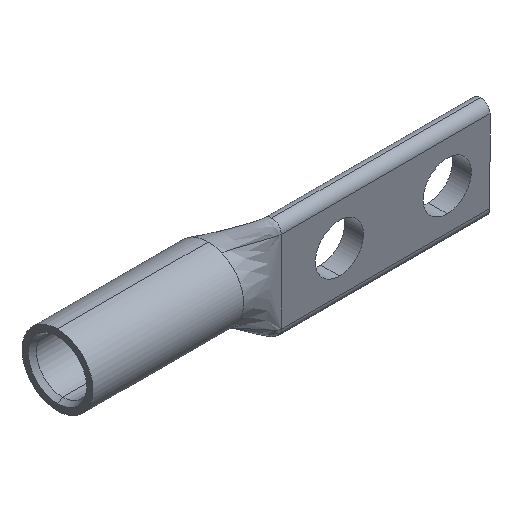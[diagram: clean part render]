
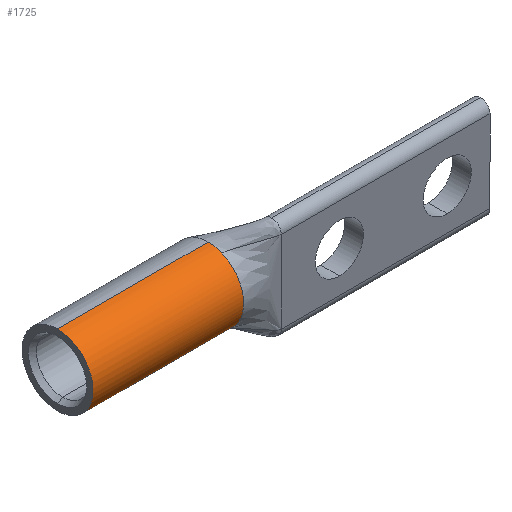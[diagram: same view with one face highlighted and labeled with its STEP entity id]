
A CAD part, isometric view. The second image highlights one B-rep face of the part: STEP entity #1725.
In plain terms, the highlighted cylindrical face has radius 5.271 mm (diameter 10.541 mm), a partial arc.
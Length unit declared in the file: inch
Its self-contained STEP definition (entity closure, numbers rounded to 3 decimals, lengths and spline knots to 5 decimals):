
#69 = ORIENTED_EDGE ( 'NONE', *, *, #2054, .F. ) ;
#78 = CARTESIAN_POINT ( 'NONE',  ( 0.88, 0.12809, 0.19171 ) ) ;
#142 = CARTESIAN_POINT ( 'NONE',  ( 0., 0.18034, -0.2075 ) ) ;
#167 = EDGE_CURVE ( 'NONE', #1209, #702, #284, .T. ) ;
#171 = VERTEX_POINT ( 'NONE', #2004 ) ;
#247 = DIRECTION ( 'NONE',  ( 0., 0., 1. ) ) ;
#261 = CARTESIAN_POINT ( 'NONE',  ( 0.88, 0.18742, 0.20685 ) ) ;
#267 = CARTESIAN_POINT ( 'NONE',  ( 0.88, 0.09161, 0.17332 ) ) ;
#277 = CARTESIAN_POINT ( 'NONE',  ( 0.88, 0.15319, -0.2021 ) ) ;
#284 = B_SPLINE_CURVE_WITH_KNOTS ( 'NONE', 3,
 ( #1992, #670, #2356, #1590, #877, #1627, #706, #2379, #2192, #518, #656, #2152, #508, #1797, #472, #2017, #142, #1261 ),
 .UNSPECIFIED., .F., .F.,
 ( 4, 2, 2, 2, 2, 2, 2, 2, 4 ),
 ( 0., 0.125, 0.25, 0.375, 0.5, 0.625, 0.75, 0.875, 1. ),
 .UNSPECIFIED. ) ;
#305 = EDGE_CURVE ( 'NONE', #944, #1209, #382, .T. ) ;
#368 = VERTEX_POINT ( 'NONE', #2126 ) ;
#382 = LINE ( 'NONE', #1308, #2218 ) ;
#385 = EDGE_CURVE ( 'NONE', #944, #171, #538, .T. ) ;
#415 = DIRECTION ( 'NONE',  ( -1., 0., 0. ) ) ;
#449 = CARTESIAN_POINT ( 'NONE',  ( 0.88, 0.00302, -0.04074 ) ) ;
#452 = ORIENTED_EDGE ( 'NONE', *, *, #305, .T. ) ;
#463 = CARTESIAN_POINT ( 'NONE',  ( 0.88, 0.06012, -0.14748 ) ) ;
#472 = CARTESIAN_POINT ( 'NONE',  ( 0., 0.103, -0.18131 ) ) ;
#508 = CARTESIAN_POINT ( 'NONE',  ( 0., 0.04157, -0.12752 ) ) ;
#518 = CARTESIAN_POINT ( 'NONE',  ( 0., 0., -0.02716 ) ) ;
#524 = VERTEX_POINT ( 'NONE', #1217 ) ;
#538 = B_SPLINE_CURVE_WITH_KNOTS ( 'NONE', 3,
 ( #2080, #1347, #261, #1148, #1014, #1759, #1893 ),
 .UNSPECIFIED., .F., .F.,
 ( 4, 1, 1, 1, 4 ),
 ( 0., 0.25, 0.5, 0.75, 1. ),
 .UNSPECIFIED. ) ;
#565 = DIRECTION ( 'NONE',  ( -1., 0., 0. ) ) ;
#584 = CARTESIAN_POINT ( 'NONE',  ( 0., 0.2075, 0.2075 ) ) ;
#586 = FACE_OUTER_BOUND ( 'NONE', #1169, .T. ) ;
#656 = CARTESIAN_POINT ( 'NONE',  ( 0., 0.0054, -0.05431 ) ) ;
#659 = CARTESIAN_POINT ( 'NONE',  ( 0.88, 0.12809, -0.19171 ) ) ;
#670 = CARTESIAN_POINT ( 'NONE',  ( 0., 0.18034, 0.2075 ) ) ;
#686 = CARTESIAN_POINT ( 'NONE',  ( 0.88, 0.02365, 0.09834 ) ) ;
#702 = VERTEX_POINT ( 'NONE', #1167 ) ;
#706 = CARTESIAN_POINT ( 'NONE',  ( 0., 0.02619, 0.1045 ) ) ;
#816 = EDGE_CURVE ( 'NONE', #524, #368, #2113, .T. ) ;
#859 = CARTESIAN_POINT ( 'NONE',  ( 0.88, 0.02365, -0.09834 ) ) ;
#877 = CARTESIAN_POINT ( 'NONE',  ( 0., 0.07998, 0.16593 ) ) ;
#887 = VECTOR ( 'NONE', #415, 39.37008 ) ;
#944 = VERTEX_POINT ( 'NONE', #2439 ) ;
#1004 = CARTESIAN_POINT ( 'NONE',  ( 0.88, 0.18034, -0.2075 ) ) ;
#1014 = CARTESIAN_POINT ( 'NONE',  ( 0.88, 0.14759, 0.19902 ) ) ;
#1031 = CARTESIAN_POINT ( 'NONE',  ( 0.88, 0.01485, 0.07973 ) ) ;
#1044 = CARTESIAN_POINT ( 'NONE',  ( 0.88, 0.09161, -0.17332 ) ) ;
#1047 = AXIS2_PLACEMENT_3D ( 'NONE', #1551, #1918, #247 ) ;
#1057 = CARTESIAN_POINT ( 'NONE',  ( 0.88, 0., 0.02037 ) ) ;
#1148 = CARTESIAN_POINT ( 'NONE',  ( 0.88, 0.16742, 0.20393 ) ) ;
#1167 = CARTESIAN_POINT ( 'NONE',  ( 0., 0.2075, -0.2075 ) ) ;
#1169 = EDGE_LOOP ( 'NONE', ( #69, #1815, #1623, #1600, #452, #2287 ) ) ;
#1206 = CARTESIAN_POINT ( 'NONE',  ( 0.88, 0.04629, 0.13222 ) ) ;
#1209 = VERTEX_POINT ( 'NONE', #584 ) ;
#1217 = CARTESIAN_POINT ( 'NONE',  ( 0.88, 0.2075, -0.2075 ) ) ;
#1261 = CARTESIAN_POINT ( 'NONE',  ( 0., 0.2075, -0.2075 ) ) ;
#1308 = CARTESIAN_POINT ( 'NONE',  ( -0.54573, 0.2075, 0.2075 ) ) ;
#1347 = CARTESIAN_POINT ( 'NONE',  ( 0.88, 0.20081, 0.2075 ) ) ;
#1551 = CARTESIAN_POINT ( 'NONE',  ( -0.54573, 0.2075, 0. ) ) ;
#1570 = CARTESIAN_POINT ( 'NONE',  ( 0.88, 0.01485, -0.07973 ) ) ;
#1590 = CARTESIAN_POINT ( 'NONE',  ( 0., 0.103, 0.18131 ) ) ;
#1600 = ORIENTED_EDGE ( 'NONE', *, *, #385, .F. ) ;
#1623 = ORIENTED_EDGE ( 'NONE', *, *, #2162, .T. ) ;
#1627 = CARTESIAN_POINT ( 'NONE',  ( 0., 0.04157, 0.12752 ) ) ;
#1725 = ADVANCED_FACE ( 'NONE', ( #586 ), #1891, .T. ) ;
#1759 = CARTESIAN_POINT ( 'NONE',  ( 0.88, 0.13455, 0.19438 ) ) ;
#1764 = CARTESIAN_POINT ( 'NONE',  ( 0.88, 0.10927, 0.18391 ) ) ;
#1797 = CARTESIAN_POINT ( 'NONE',  ( 0., 0.07998, -0.16593 ) ) ;
#1815 = ORIENTED_EDGE ( 'NONE', *, *, #816, .T. ) ;
#1869 = B_SPLINE_CURVE_WITH_KNOTS ( 'NONE', 3,
 ( #659, #1971, #1044, #463, #2132, #859, #1570, #449, #2359, #1057, #2369, #1031, #686, #1206, #1946, #267, #1764, #78 ),
 .UNSPECIFIED., .F., .F.,
 ( 4, 2, 2, 2, 2, 2, 2, 2, 4 ),
 ( 0., 0.125, 0.25, 0.375, 0.5, 0.625, 0.75, 0.875, 1. ),
 .UNSPECIFIED. ) ;
#1891 = CYLINDRICAL_SURFACE ( 'NONE', #1047, 0.2075 ) ;
#1893 = CARTESIAN_POINT ( 'NONE',  ( 0.88, 0.12809, 0.19171 ) ) ;
#1918 = DIRECTION ( 'NONE',  ( -1., 0., 0. ) ) ;
#1946 = CARTESIAN_POINT ( 'NONE',  ( 0.88, 0.06012, 0.14748 ) ) ;
#1971 = CARTESIAN_POINT ( 'NONE',  ( 0.88, 0.10927, -0.18391 ) ) ;
#1992 = CARTESIAN_POINT ( 'NONE',  ( 0., 0.2075, 0.2075 ) ) ;
#2004 = CARTESIAN_POINT ( 'NONE',  ( 0.88, 0.12809, 0.19171 ) ) ;
#2017 = CARTESIAN_POINT ( 'NONE',  ( 0., 0.15319, -0.2021 ) ) ;
#2054 = EDGE_CURVE ( 'NONE', #524, #702, #2257, .T. ) ;
#2080 = CARTESIAN_POINT ( 'NONE',  ( 0.88, 0.2075, 0.2075 ) ) ;
#2113 = B_SPLINE_CURVE_WITH_KNOTS ( 'NONE', 3,
 ( #2141, #1004, #277, #2368 ),
 .UNSPECIFIED., .F., .F.,
 ( 4, 4 ),
 ( 0., 1. ),
 .UNSPECIFIED. ) ;
#2126 = CARTESIAN_POINT ( 'NONE',  ( 0.88, 0.12809, -0.19171 ) ) ;
#2132 = CARTESIAN_POINT ( 'NONE',  ( 0.88, 0.04629, -0.13222 ) ) ;
#2141 = CARTESIAN_POINT ( 'NONE',  ( 0.88, 0.2075, -0.2075 ) ) ;
#2152 = CARTESIAN_POINT ( 'NONE',  ( 0., 0.02619, -0.1045 ) ) ;
#2162 = EDGE_CURVE ( 'NONE', #368, #171, #1869, .T. ) ;
#2192 = CARTESIAN_POINT ( 'NONE',  ( 0., 0., 0.02716 ) ) ;
#2218 = VECTOR ( 'NONE', #565, 39.37008 ) ;
#2257 = LINE ( 'NONE', #2296, #887 ) ;
#2287 = ORIENTED_EDGE ( 'NONE', *, *, #167, .T. ) ;
#2296 = CARTESIAN_POINT ( 'NONE',  ( -0.54573, 0.2075, -0.2075 ) ) ;
#2356 = CARTESIAN_POINT ( 'NONE',  ( 0., 0.15319, 0.2021 ) ) ;
#2359 = CARTESIAN_POINT ( 'NONE',  ( 0.88, 0., -0.02037 ) ) ;
#2368 = CARTESIAN_POINT ( 'NONE',  ( 0.88, 0.12809, -0.19171 ) ) ;
#2369 = CARTESIAN_POINT ( 'NONE',  ( 0.88, 0.00302, 0.04074 ) ) ;
#2379 = CARTESIAN_POINT ( 'NONE',  ( 0., 0.0054, 0.05431 ) ) ;
#2439 = CARTESIAN_POINT ( 'NONE',  ( 0.88, 0.2075, 0.2075 ) ) ;
